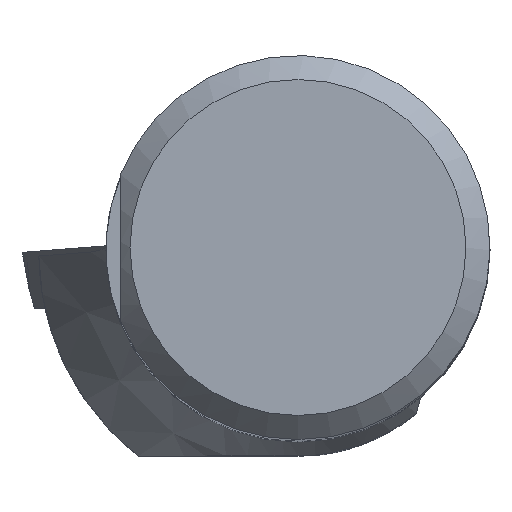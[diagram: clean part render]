
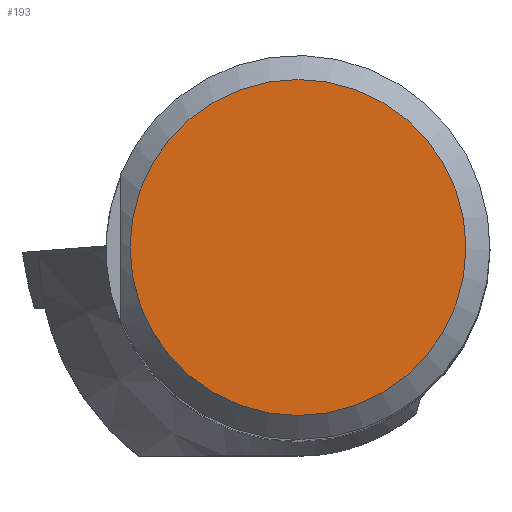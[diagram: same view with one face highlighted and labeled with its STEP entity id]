
A CAD part, top view. The second image highlights one B-rep face of the part: STEP entity #193.
In plain terms, the highlighted planar face has unit normal (0, 0, 1).
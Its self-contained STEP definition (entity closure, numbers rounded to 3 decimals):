
#150=PLANE('',#883);
#193=ADVANCED_FACE('',(#240),#150,.T.);
#240=FACE_OUTER_BOUND('',#278,.T.);
#278=EDGE_LOOP('',(#510));
#327=CIRCLE('',#876,7.);
#510=ORIENTED_EDGE('',*,*,#730,.F.);
#649=VERTEX_POINT('',#1402);
#730=EDGE_CURVE('',#649,#649,#327,.T.);
#876=AXIS2_PLACEMENT_3D('',#1401,#1024,#1025);
#883=AXIS2_PLACEMENT_3D('',#1411,#1038,#1039);
#1024=DIRECTION('',(0.,0.,-1.));
#1025=DIRECTION('',(0.,-1.,0.));
#1038=DIRECTION('',(0.,0.,1.));
#1039=DIRECTION('',(0.,1.,0.));
#1401=CARTESIAN_POINT('',(0.,0.,0.));
#1402=CARTESIAN_POINT('',(0.,-7.,0.));
#1411=CARTESIAN_POINT('',(7.,0.,0.));
